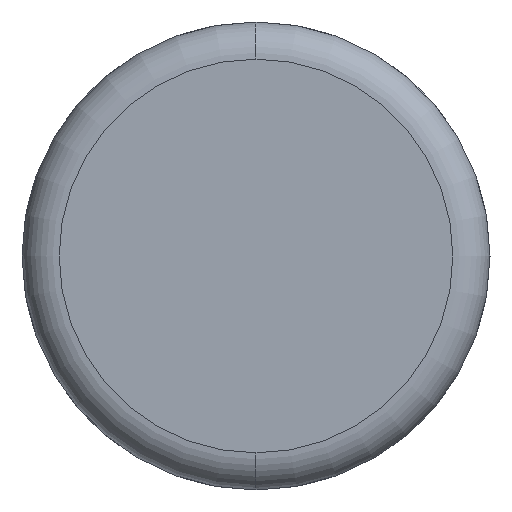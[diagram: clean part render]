
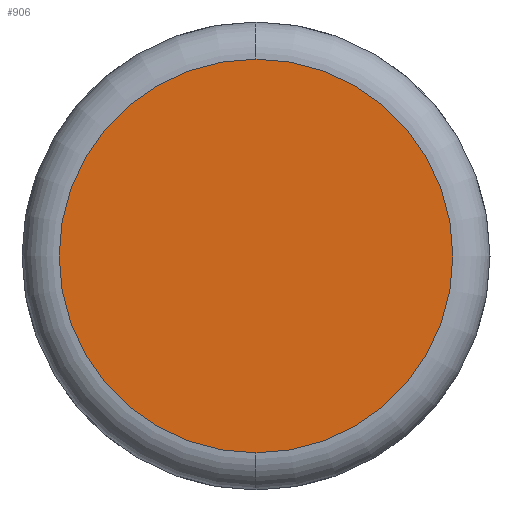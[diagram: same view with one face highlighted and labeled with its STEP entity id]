
A CAD part, left-side view. The second image highlights one B-rep face of the part: STEP entity #906.
In plain terms, the highlighted planar face has unit normal (-1, 0, 0).
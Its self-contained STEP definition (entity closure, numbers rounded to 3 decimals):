
#664=CARTESIAN_POINT('',(-16.0,0.0,0.5));
#665=VERTEX_POINT('',#664);
#691=CARTESIAN_POINT('',(-16.0,0.,5.8));
#692=VERTEX_POINT('',#691);
#700=CARTESIAN_POINT('',(-16.0,0.0,3.15));
#701=DIRECTION('',(1.0,0.0,0.0));
#702=DIRECTION('',(0.0,-1.0,0.0));
#703=AXIS2_PLACEMENT_3D('',#700,#701,#702);
#704=CIRCLE('',#703,2.65);
#705=EDGE_CURVE('',#692,#665,#704,.T.);
#874=CARTESIAN_POINT('',(-16.0,2.65,3.15));
#875=VERTEX_POINT('',#874);
#876=CARTESIAN_POINT('',(-16.0,0.0,3.15));
#877=DIRECTION('',(1.0,0.0,0.0));
#878=DIRECTION('',(0.0,-1.0,0.0));
#879=AXIS2_PLACEMENT_3D('',#876,#877,#878);
#880=CIRCLE('',#879,2.65);
#881=EDGE_CURVE('',#665,#875,#880,.T.);
#883=CARTESIAN_POINT('',(-16.0,0.0,3.15));
#884=DIRECTION('',(1.0,0.0,0.0));
#885=DIRECTION('',(0.0,-1.0,0.0));
#886=AXIS2_PLACEMENT_3D('',#883,#884,#885);
#887=CIRCLE('',#886,2.65);
#888=EDGE_CURVE('',#875,#692,#887,.T.);
#896=CARTESIAN_POINT('',(-16.0,0.0,3.15));
#897=DIRECTION('',(1.0,0.0,0.0));
#898=DIRECTION('',(0.0,0.0,-1.0));
#899=AXIS2_PLACEMENT_3D('',#896,#897,#898);
#900=PLANE('',#899);
#901=ORIENTED_EDGE('',*,*,#888,.F.);
#902=ORIENTED_EDGE('',*,*,#881,.F.);
#903=ORIENTED_EDGE('',*,*,#705,.F.);
#904=EDGE_LOOP('',(#901,#902,#903));
#905=FACE_OUTER_BOUND('',#904,.T.);
#906=ADVANCED_FACE('',(#905),#900,.F.);
